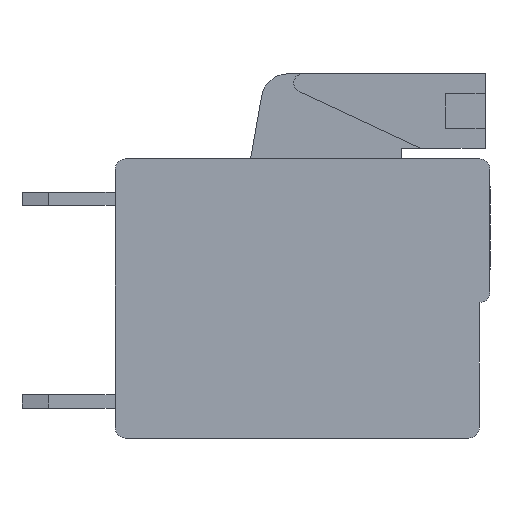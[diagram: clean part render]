
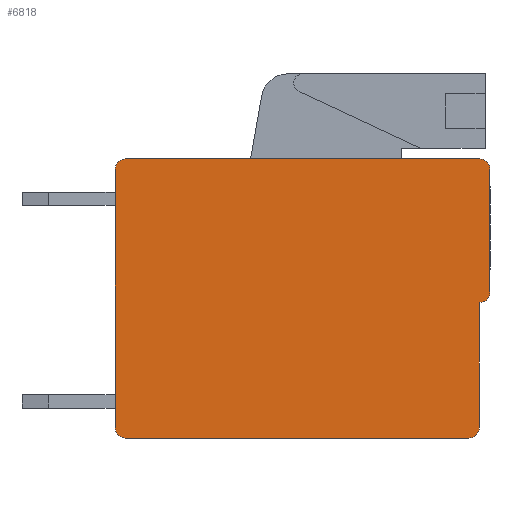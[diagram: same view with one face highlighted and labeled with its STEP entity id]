
A CAD part, front view. The second image highlights one B-rep face of the part: STEP entity #6818.
In plain terms, the highlighted planar face has unit normal (0, -1, 0).
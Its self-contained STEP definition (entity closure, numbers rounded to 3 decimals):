
#175=DIRECTION('',(-1.,0.,0.));
#176=VECTOR('',#175,13.3);
#177=CARTESIAN_POINT('',(13.7,-25.4,
0.));
#178=LINE('',#177,#176);
#1239=DIRECTION('',(0.,0.,1.));
#1240=VECTOR('',#1239,4.6);
#1241=CARTESIAN_POINT('',(14.1,-25.4,-5.));
#1242=LINE('',#1241,#1240);
#1505=DIRECTION('',(0.,0.,1.));
#1506=VECTOR('',#1505,4.7);
#1507=CARTESIAN_POINT('',(13.7,-25.4,-10.1));
#1508=LINE('',#1507,#1506);
#1513=DIRECTION('',(1.,0.,0.));
#1514=VECTOR('',#1513,12.9);
#1515=CARTESIAN_POINT('',(0.4,-25.4,
-10.5));
#1516=LINE('',#1515,#1514);
#1705=DIRECTION('',(0.,0.,-1.));
#1706=VECTOR('',#1705,9.7);
#1707=CARTESIAN_POINT('',(0.,-25.4,
-0.4));
#1708=LINE('',#1707,#1706);
#2277=CARTESIAN_POINT('',(0.4,-25.4,
-10.1));
#2278=DIRECTION('',(0.,1.,0.));
#2279=DIRECTION('',(0.,0.,-1.));
#2280=AXIS2_PLACEMENT_3D('',#2277,#2278,#2279);
#2282=CARTESIAN_POINT('',(0.4,-25.4,
-0.4));
#2283=DIRECTION('',(0.,1.,0.));
#2284=DIRECTION('',(-1.,0.,0.));
#2285=AXIS2_PLACEMENT_3D('',#2282,#2283,#2284);
#2287=CARTESIAN_POINT('',(13.7,-25.4,-0.4));
#2288=DIRECTION('',(0.,1.,0.));
#2289=DIRECTION('',(0.,0.,1.));
#2290=AXIS2_PLACEMENT_3D('',#2287,#2288,#2289);
#2292=CARTESIAN_POINT('',(13.7,-25.4,-5.));
#2293=DIRECTION('',(0.,1.,0.));
#2294=DIRECTION('',(1.,0.,0.));
#2295=AXIS2_PLACEMENT_3D('',#2292,#2293,#2294);
#2297=CARTESIAN_POINT('',(13.3,-25.4,-10.1));
#2298=DIRECTION('',(0.,1.,0.));
#2299=DIRECTION('',(1.,0.,0.));
#2300=AXIS2_PLACEMENT_3D('',#2297,#2298,#2299);
#3185=CARTESIAN_POINT('',(13.7,-25.4,
0.));
#3186=CARTESIAN_POINT('',(0.4,-25.4,
0.));
#3187=VERTEX_POINT('',#3185);
#3188=VERTEX_POINT('',#3186);
#3189=CARTESIAN_POINT('',(0.,-25.4,
-0.4));
#3190=CARTESIAN_POINT('',(0.,-25.4,
-10.1));
#3191=VERTEX_POINT('',#3189);
#3192=VERTEX_POINT('',#3190);
#3209=CARTESIAN_POINT('',(0.4,-25.4,
-10.5));
#3210=VERTEX_POINT('',#3209);
#3211=CARTESIAN_POINT('',(14.1,-25.4,-0.4));
#3212=VERTEX_POINT('',#3211);
#3213=CARTESIAN_POINT('',(14.1,-25.4,-5.));
#3214=VERTEX_POINT('',#3213);
#3215=CARTESIAN_POINT('',(13.7,-25.4,-5.4));
#3216=VERTEX_POINT('',#3215);
#3217=CARTESIAN_POINT('',(13.7,-25.4,-10.1));
#3218=VERTEX_POINT('',#3217);
#3219=CARTESIAN_POINT('',(13.3,-25.4,
-10.5));
#3220=VERTEX_POINT('',#3219);
#6801=CARTESIAN_POINT('',(7.05,-25.4,-5.25));
#6802=DIRECTION('',(0.,1.,0.));
#6803=DIRECTION('',(1.,0.,0.));
#6804=AXIS2_PLACEMENT_3D('',#6801,#6802,#6803);
#6805=PLANE('',#6804);
#6806=ORIENTED_EDGE('',*,*,#5639,.T.);
#6807=ORIENTED_EDGE('',*,*,#5659,.F.);
#6808=ORIENTED_EDGE('',*,*,#6793,.T.);
#6809=ORIENTED_EDGE('',*,*,#3465,.F.);
#6810=ORIENTED_EDGE('',*,*,#4929,.T.);
#6811=ORIENTED_EDGE('',*,*,#4944,.F.);
#6812=ORIENTED_EDGE('',*,*,#5569,.T.);
#6813=ORIENTED_EDGE('',*,*,#5584,.F.);
#6814=ORIENTED_EDGE('',*,*,#5599,.T.);
#6815=ORIENTED_EDGE('',*,*,#5616,.F.);
#6816=EDGE_LOOP('',(#6806,#6807,#6808,#6809,#6810,#6811,#6812,#6813,#6814,
#6815));
#6817=FACE_OUTER_BOUND('',#6816,.F.);
#2281=CIRCLE('',#2280,0.4);
#2286=CIRCLE('',#2285,0.4);
#2291=CIRCLE('',#2290,0.4);
#2296=CIRCLE('',#2295,0.4);
#2301=CIRCLE('',#2300,0.4);
#3465=EDGE_CURVE('',#3187,#3188,#178,.T.);
#4929=EDGE_CURVE('',#3187,#3212,#2291,.T.);
#4944=EDGE_CURVE('',#3214,#3212,#1242,.T.);
#5569=EDGE_CURVE('',#3214,#3216,#2296,.T.);
#5584=EDGE_CURVE('',#3218,#3216,#1508,.T.);
#5599=EDGE_CURVE('',#3218,#3220,#2301,.T.);
#5616=EDGE_CURVE('',#3210,#3220,#1516,.T.);
#5639=EDGE_CURVE('',#3210,#3192,#2281,.T.);
#5659=EDGE_CURVE('',#3191,#3192,#1708,.T.);
#6793=EDGE_CURVE('',#3191,#3188,#2286,.T.);
#6818=ADVANCED_FACE('',(#6817),#6805,.F.);
